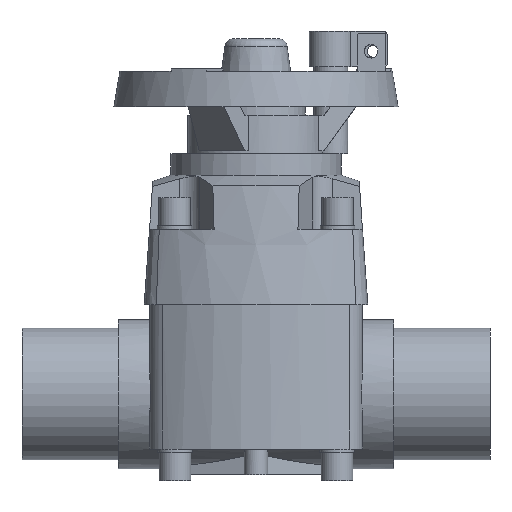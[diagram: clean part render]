
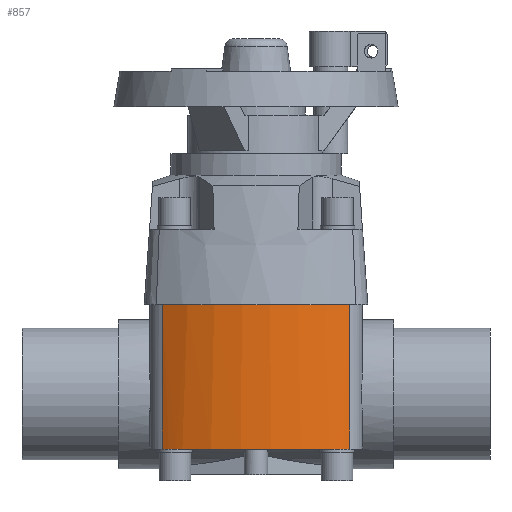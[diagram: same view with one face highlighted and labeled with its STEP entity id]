
A CAD part, front view. The second image highlights one B-rep face of the part: STEP entity #857.
In plain terms, the highlighted cylindrical face has radius 85.8 mm (diameter 171.6 mm), a partial arc.
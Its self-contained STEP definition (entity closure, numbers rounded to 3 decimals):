
#857=ADVANCED_FACE('',(#1744),#1745,.T.);
#1744=FACE_OUTER_BOUND('',#2640,.T.);
#1745=CYLINDRICAL_SURFACE('',#2641,85.8);
#2640=EDGE_LOOP('',(#5206,#5207,#5208,#5209,#5210,#5211));
#2641=AXIS2_PLACEMENT_3D('',#5212,#5213,#5214);
#5206=ORIENTED_EDGE('',*,*,#6075,.T.);
#5207=ORIENTED_EDGE('',*,*,#6127,.T.);
#5208=ORIENTED_EDGE('',*,*,#6052,.T.);
#5209=ORIENTED_EDGE('',*,*,#6361,.F.);
#5210=ORIENTED_EDGE('',*,*,#6165,.T.);
#5211=ORIENTED_EDGE('',*,*,#6359,.T.);
#5212=CARTESIAN_POINT('',(0.,29.7,42.81));
#5213=DIRECTION('',(0.0,0.0,-1.0));
#5214=DIRECTION('',(0.522,-0.853,0.0));
#6052=EDGE_CURVE('',#6834,#7498,#7499,.T.);
#6075=EDGE_CURVE('',#7522,#6792,#7524,.T.);
#6127=EDGE_CURVE('',#6792,#6834,#7590,.T.);
#6165=EDGE_CURVE('',#7646,#7644,#7647,.T.);
#6359=EDGE_CURVE('',#7644,#7522,#7878,.T.);
#6361=EDGE_CURVE('',#7646,#7498,#7880,.T.);
#6792=VERTEX_POINT('',#8889);
#6834=VERTEX_POINT('',#8939);
#7498=VERTEX_POINT('',#9820);
#7499=CIRCLE('',#9821,85.8);
#7522=VERTEX_POINT('',#9844);
#7524=CIRCLE('',#9846,85.8);
#7590=CIRCLE('',#10098,85.8);
#7644=VERTEX_POINT('',#10167);
#7646=VERTEX_POINT('',#10169);
#7647=CIRCLE('',#10170,85.8);
#7878=LINE('',#10595,#10596);
#7880=LINE('',#10598,#10599);
#8889=CARTESIAN_POINT('',(-35.235,-48.531,-26.264));
#8939=CARTESIAN_POINT('',(35.235,-48.531,-26.264));
#9820=CARTESIAN_POINT('',(44.786,-43.484,-26.264));
#9821=AXIS2_PLACEMENT_3D('',#11704,#11705,#11706);
#9844=CARTESIAN_POINT('',(-44.786,-43.484,-26.264));
#9846=AXIS2_PLACEMENT_3D('',#11743,#11744,#11745);
#10098=AXIS2_PLACEMENT_3D('',#11814,#11815,#11816);
#10167=CARTESIAN_POINT('',(-44.786,-43.484,42.81));
#10169=CARTESIAN_POINT('',(44.786,-43.484,42.81));
#10170=AXIS2_PLACEMENT_3D('',#11868,#11869,#11870);
#10595=CARTESIAN_POINT('',(-44.786,-43.484,42.81));
#10596=VECTOR('',#12117,1.0);
#10598=CARTESIAN_POINT('',(44.786,-43.484,42.81));
#10599=VECTOR('',#12118,1.0);
#11704=CARTESIAN_POINT('',(0.,29.7,-26.264));
#11705=DIRECTION('',(-0.0,0.0,1.0));
#11706=DIRECTION('',(0.522,-0.853,0.0));
#11743=CARTESIAN_POINT('',(0.,29.7,-26.264));
#11744=DIRECTION('',(-0.0,0.0,1.0));
#11745=DIRECTION('',(0.522,-0.853,0.0));
#11814=CARTESIAN_POINT('',(0.,29.7,-26.264));
#11815=DIRECTION('',(-0.0,0.0,1.0));
#11816=DIRECTION('',(0.522,-0.853,0.0));
#11868=CARTESIAN_POINT('',(0.,29.7,42.81));
#11869=DIRECTION('',(0.0,0.0,-1.0));
#11870=DIRECTION('',(0.522,-0.853,0.0));
#12117=DIRECTION('',(0.0,0.0,-1.0));
#12118=DIRECTION('',(0.0,0.0,-1.0));
